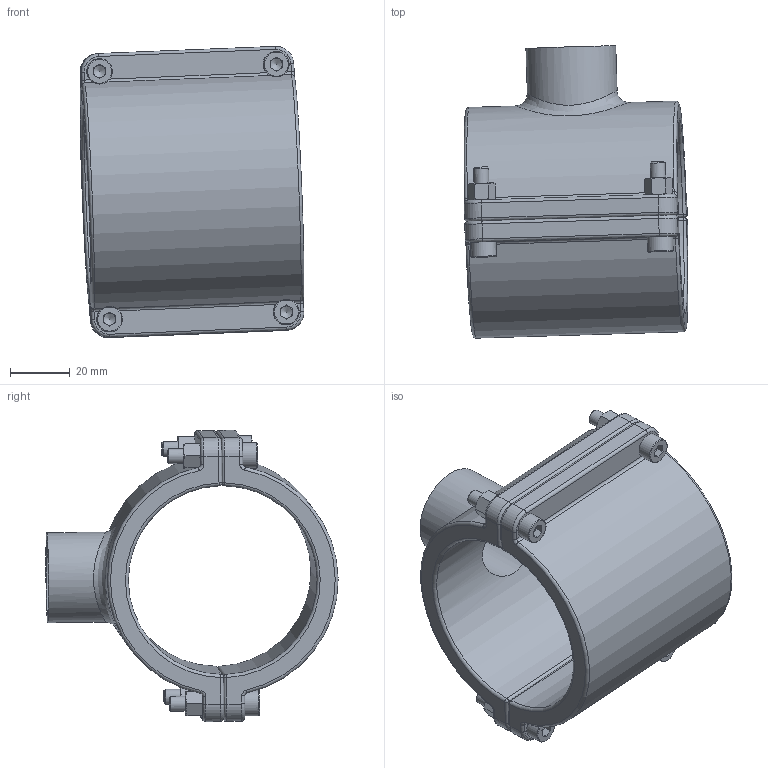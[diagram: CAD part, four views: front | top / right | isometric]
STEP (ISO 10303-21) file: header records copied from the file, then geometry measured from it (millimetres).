
FILE_DESCRIPTION (( 'STEP AP203' ), '1' );
FILE_NAME ('QSB6334.STEP', '2018-01-12T16:02:05', ( 'Utente' ), ( '' ), 'SwSTEP 2.0', 'SolidWorks 2016', '' );
FILE_SCHEMA (( 'CONFIG_CONTROL_DESIGN' ));
Length unit declared in the file: millimetre
Products named in the file (5): QSB6334; QSB-21; QSB-22; socket head cap screw_iso_ISO 4762 M5 x 25 --- 25N; hex nut gradec_iso_Hexagon Nut ISO - 4034 - M5 - N
Assembly tree (10 placements, depth 2):
  QSB6334
    QSB-21
    QSB-22
    socket head cap screw_iso_ISO 4762 M5 x 25 --- 25N  x4
    hex nut gradec_iso_Hexagon Nut ISO - 4034 - M5 - N  x4
Bounding box: 74.67 x 97.47 x 97.12 mm (x, y, z)
Volume: 130685.2 mm3; surface area: 48314.6 mm2
Topology: 10 solids, 10 shells, 300 faces, 680 edges, 389 vertices
Faces by surface type: plane 117, cylinder 70, cone 64, torus 40, sphere 8, bspline 1
Full cylindrical faces by diameter (mm): 4.2 x4, 5 x8, 5.5 x8, 8.5 x4, 24.5 x1, 30 x1
Entity records: 5825 total; most frequent: CARTESIAN_POINT 1471, DIRECTION 864, ORIENTED_EDGE 690, AXIS2_PLACEMENT_3D 369, EDGE_CURVE 345, VERTEX_POINT 203, EDGE_LOOP 200, CIRCLE 192
